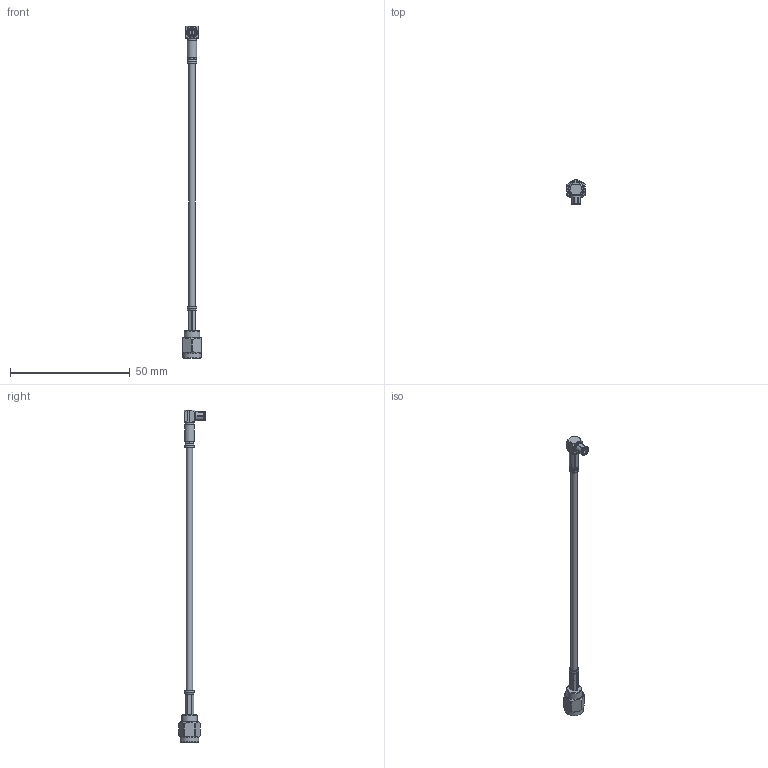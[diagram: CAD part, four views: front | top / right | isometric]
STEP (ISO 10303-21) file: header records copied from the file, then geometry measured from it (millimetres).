
FILE_DESCRIPTION (( 'STEP AP203' ), '1' );
FILE_NAME ('PE3C0481_3D.step', '2021-06-04T15:52:22', ( '' ), ( '' ), 'SwSTEP 2.0', 'SolidWorks 2020', '' );
FILE_SCHEMA (( 'CONFIG_CONTROL_DESIGN' ));
Length unit declared in the file: inch
Products named in the file (4): PE4771^PE3C0481_Crimped; RG316U^PE3C0481_RG316U; PE3C0481_3D; PE4553^PE3C0481_Crimped
Assembly tree (3 placements, depth 2):
  PE3C0481_3D
    RG316U^PE3C0481_RG316U
    PE4553^PE3C0481_Crimped
    PE4771^PE3C0481_Crimped
Bounding box: 7.94 x 11.09 x 138.87 mm (x, y, z)
Volume: 1331.8 mm3; surface area: 2598.3 mm2
Topology: 7 solids, 7 shells, 297 faces, 785 edges, 522 vertices
Faces by surface type: plane 142, cylinder 105, cone 40, bspline 8, torus 2
Full cylindrical faces by diameter (mm): 0.762 x1, 0.914 x1, 1.194 x1, 1.524 x1, 1.626 x1, 1.943 x2, 2.095 x2, 2.134 x1, 2.591 x1, 2.601 x1, 2.667 x1, 3.117 x1, 3.379 x1, 3.43 x1, 3.48 x2, 3.543 x2, 3.786 x1, 3.988 x3, 4.445 x1, 6.35 x6, 6.562 x1, 7.07 x1, 7.762 x1
Entity records: 14129 total; most frequent: CARTESIAN_POINT 7244, ORIENTED_EDGE 1424, DIRECTION 1170, EDGE_CURVE 712, VERTEX_POINT 500, AXIS2_PLACEMENT_3D 461, EDGE_LOOP 362, FACE_OUTER_BOUND 327
